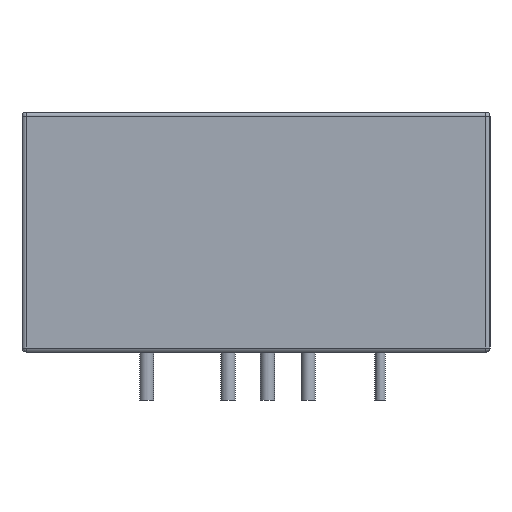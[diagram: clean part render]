
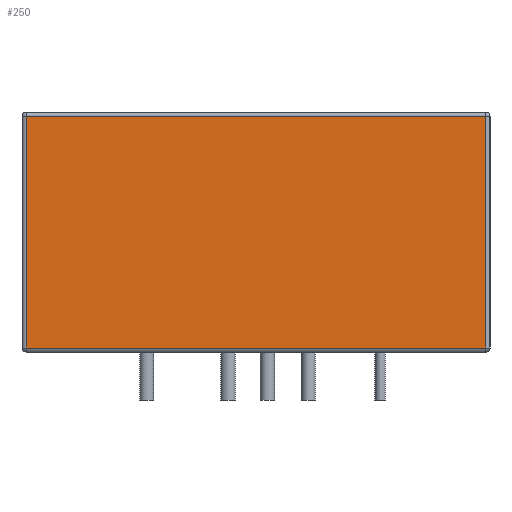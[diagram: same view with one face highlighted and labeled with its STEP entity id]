
A CAD part, left-side view. The second image highlights one B-rep face of the part: STEP entity #250.
In plain terms, the highlighted planar face has unit normal (-1, 0, 0).
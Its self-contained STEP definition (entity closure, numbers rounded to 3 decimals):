
#250 = ADVANCED_FACE( '', ( #614 ), #615, .F. );
#614 = FACE_OUTER_BOUND( '', #1140, .T. );
#615 = PLANE( '', #1141 );
#1140 = EDGE_LOOP( '', ( #2007, #2008, #2009, #2010 ) );
#1141 = AXIS2_PLACEMENT_3D( '', #2011, #2012, #2013 );
#2007 = ORIENTED_EDGE( '', *, *, #3540, .T. );
#2008 = ORIENTED_EDGE( '', *, *, #3541, .T. );
#2009 = ORIENTED_EDGE( '', *, *, #3542, .T. );
#2010 = ORIENTED_EDGE( '', *, *, #3543, .T. );
#2011 = CARTESIAN_POINT( '', ( -54.5, 29.25, 15. ) );
#2012 = DIRECTION( '', ( 1., 0., 0. ) );
#2013 = DIRECTION( '', ( 0., 0., -1. ) );
#3540 = EDGE_CURVE( '', #4054, #4116, #4117, .F. );
#3541 = EDGE_CURVE( '', #4116, #4118, #4119, .T. );
#3542 = EDGE_CURVE( '', #4118, #4120, #4121, .T. );
#3543 = EDGE_CURVE( '', #4120, #4054, #4122, .F. );
#4054 = VERTEX_POINT( '', #5206 );
#4116 = VERTEX_POINT( '', #5403 );
#4117 = LINE( '', #5404, #5405 );
#4118 = VERTEX_POINT( '', #5406 );
#4119 = LINE( '', #5407, #5408 );
#4120 = VERTEX_POINT( '', #5409 );
#4121 = LINE( '', #5410, #5411 );
#4122 = LINE( '', #5412, #5413 );
#5206 = CARTESIAN_POINT( '', ( -54.5, -28.75, 14.5 ) );
#5403 = CARTESIAN_POINT( '', ( -54.5, 28.75, 14.5 ) );
#5404 = CARTESIAN_POINT( '', ( -54.5, 29.25, 14.5 ) );
#5405 = VECTOR( '', #6879, 1000. );
#5406 = CARTESIAN_POINT( '', ( -54.5, 28.75, -14.5 ) );
#5407 = CARTESIAN_POINT( '', ( -54.5, 28.75, 15. ) );
#5408 = VECTOR( '', #6880, 1000. );
#5409 = CARTESIAN_POINT( '', ( -54.5, -28.75, -14.5 ) );
#5410 = CARTESIAN_POINT( '', ( -54.5, 29.25, -14.5 ) );
#5411 = VECTOR( '', #6881, 1000. );
#5412 = CARTESIAN_POINT( '', ( -54.5, -28.75, 15. ) );
#5413 = VECTOR( '', #6882, 1000. );
#6879 = DIRECTION( '', ( 0., -1., 0. ) );
#6880 = DIRECTION( '', ( 0., 0., -1. ) );
#6881 = DIRECTION( '', ( 0., -1., 0. ) );
#6882 = DIRECTION( '', ( 0., 0., -1. ) );
